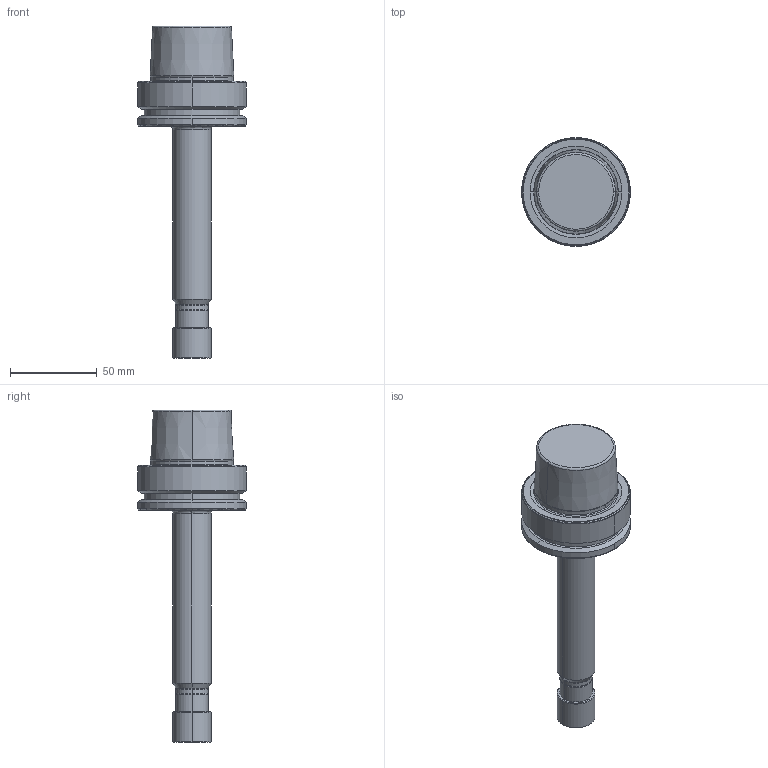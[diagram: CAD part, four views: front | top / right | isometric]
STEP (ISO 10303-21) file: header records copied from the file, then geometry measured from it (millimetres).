
FILE_DESCRIPTION (( 'STEP AP203' ), '1' );
FILE_NAME ('HSK-A 63 ER16M 160 2.5G 25000 SL.STEP', '2019-05-11T05:55:53', ( '' ), ( '' ), 'SwSTEP 2.0', 'SolidWorks 2014', '' );
FILE_SCHEMA (( 'CONFIG_CONTROL_DESIGN' ));
Length unit declared in the file: millimetre
Products named in the file (1): HSK-A  63 ER16M 160 2.5G 25000 SL
Bounding box: 63 x 63 x 191.9 mm (x, y, z)
Volume: 182049.9 mm3; surface area: 25808.2 mm2
Topology: 1 solids, 1 shells, 68 faces, 165 edges, 104 vertices
Faces by surface type: cone 20, bspline 19, cylinder 16, plane 7, torus 6
Entity records: 2640 total; most frequent: CARTESIAN_POINT 1036, DIRECTION 332, ORIENTED_EDGE 330, EDGE_CURVE 165, AXIS2_PLACEMENT_3D 148, VERTEX_POINT 104, CIRCLE 98, EDGE_LOOP 73
